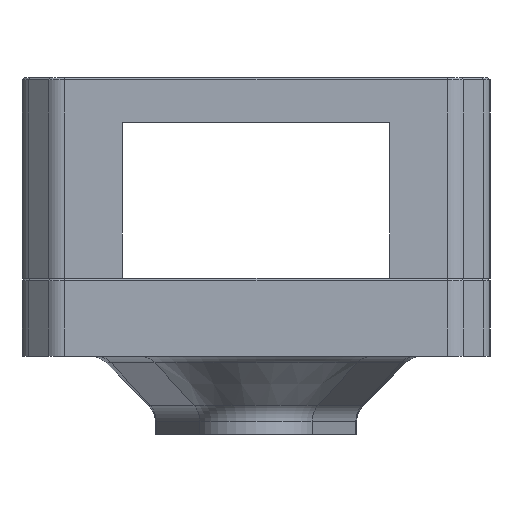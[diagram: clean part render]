
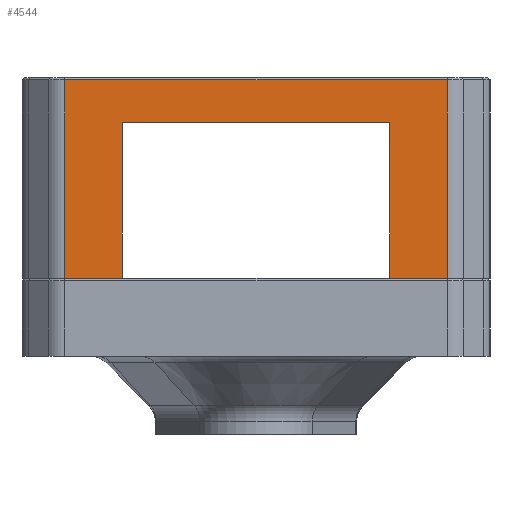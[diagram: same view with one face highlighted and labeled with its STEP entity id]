
A CAD part, left-side view. The second image highlights one B-rep face of the part: STEP entity #4544.
In plain terms, the highlighted planar face has unit normal (-1, 0, 0).
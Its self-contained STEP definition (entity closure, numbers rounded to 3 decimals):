
#488=LINE('',#7613,#908);
#529=LINE('',#7716,#949);
#530=LINE('',#7720,#950);
#531=LINE('',#7722,#951);
#532=LINE('',#7724,#952);
#533=LINE('',#7726,#953);
#534=LINE('',#7728,#954);
#535=LINE('',#7729,#955);
#908=VECTOR('',#6181,10.);
#949=VECTOR('',#6286,10.);
#950=VECTOR('',#6291,10.);
#951=VECTOR('',#6292,10.);
#952=VECTOR('',#6293,10.);
#953=VECTOR('',#6294,10.);
#954=VECTOR('',#6295,10.);
#955=VECTOR('',#6296,10.);
#1286=FACE_OUTER_BOUND('',#1590,.T.);
#1590=EDGE_LOOP('',(#3976,#3977,#3978,#3979,#3980,#3981,#3982,#3983));
#2171=VERTEX_POINT('',#7605);
#2173=VERTEX_POINT('',#7611);
#2203=VERTEX_POINT('',#7715);
#2204=VERTEX_POINT('',#7719);
#2205=VERTEX_POINT('',#7721);
#2206=VERTEX_POINT('',#7723);
#2207=VERTEX_POINT('',#7725);
#2208=VERTEX_POINT('',#7727);
#2763=EDGE_CURVE('',#2173,#2171,#488,.T.);
#2814=EDGE_CURVE('',#2171,#2203,#529,.T.);
#2816=EDGE_CURVE('',#2204,#2173,#530,.T.);
#2817=EDGE_CURVE('',#2204,#2205,#531,.T.);
#2818=EDGE_CURVE('',#2205,#2206,#532,.T.);
#2819=EDGE_CURVE('',#2206,#2207,#533,.T.);
#2820=EDGE_CURVE('',#2208,#2207,#534,.T.);
#2821=EDGE_CURVE('',#2208,#2203,#535,.T.);
#3976=ORIENTED_EDGE('',*,*,#2763,.F.);
#3977=ORIENTED_EDGE('',*,*,#2816,.F.);
#3978=ORIENTED_EDGE('',*,*,#2817,.T.);
#3979=ORIENTED_EDGE('',*,*,#2818,.T.);
#3980=ORIENTED_EDGE('',*,*,#2819,.T.);
#3981=ORIENTED_EDGE('',*,*,#2820,.F.);
#3982=ORIENTED_EDGE('',*,*,#2821,.T.);
#3983=ORIENTED_EDGE('',*,*,#2814,.F.);
#4291=PLANE('',#5019);
#4544=ADVANCED_FACE('',(#1286),#4291,.T.);
#5019=AXIS2_PLACEMENT_3D('',#7718,#6289,#6290);
#6181=DIRECTION('',(0.,-1.,0.));
#6286=DIRECTION('',(0.,0.,-1.));
#6289=DIRECTION('center_axis',(-1.,0.,0.));
#6290=DIRECTION('ref_axis',(0.,-1.,0.));
#6291=DIRECTION('',(0.,0.,1.));
#6292=DIRECTION('',(0.,-1.,0.));
#6293=DIRECTION('',(0.,0.,1.));
#6294=DIRECTION('',(0.,-1.,0.));
#6295=DIRECTION('',(0.,0.,1.));
#6296=DIRECTION('',(0.,-1.,0.));
#7605=CARTESIAN_POINT('',(-60.,-17.172,21.8));
#7611=CARTESIAN_POINT('',(-60.,17.172,21.8));
#7613=CARTESIAN_POINT('',(-60.,15.75,21.8));
#7715=CARTESIAN_POINT('',(-60.,-17.172,4.));
#7716=CARTESIAN_POINT('',(-60.,-17.172,0.));
#7718=CARTESIAN_POINT('Origin',(-60.,21.,0.));
#7719=CARTESIAN_POINT('',(-60.,17.172,4.));
#7720=CARTESIAN_POINT('',(-60.,17.172,0.));
#7721=CARTESIAN_POINT('',(-60.,12.,4.));
#7722=CARTESIAN_POINT('',(-60.,10.5,4.));
#7723=CARTESIAN_POINT('',(-60.,12.,18.));
#7724=CARTESIAN_POINT('',(-60.,12.,4.));
#7725=CARTESIAN_POINT('',(-60.,-12.,18.));
#7726=CARTESIAN_POINT('',(-60.,0.,18.));
#7727=CARTESIAN_POINT('',(-60.,-12.,4.));
#7728=CARTESIAN_POINT('',(-60.,-12.,4.));
#7729=CARTESIAN_POINT('',(-60.,10.5,4.));
